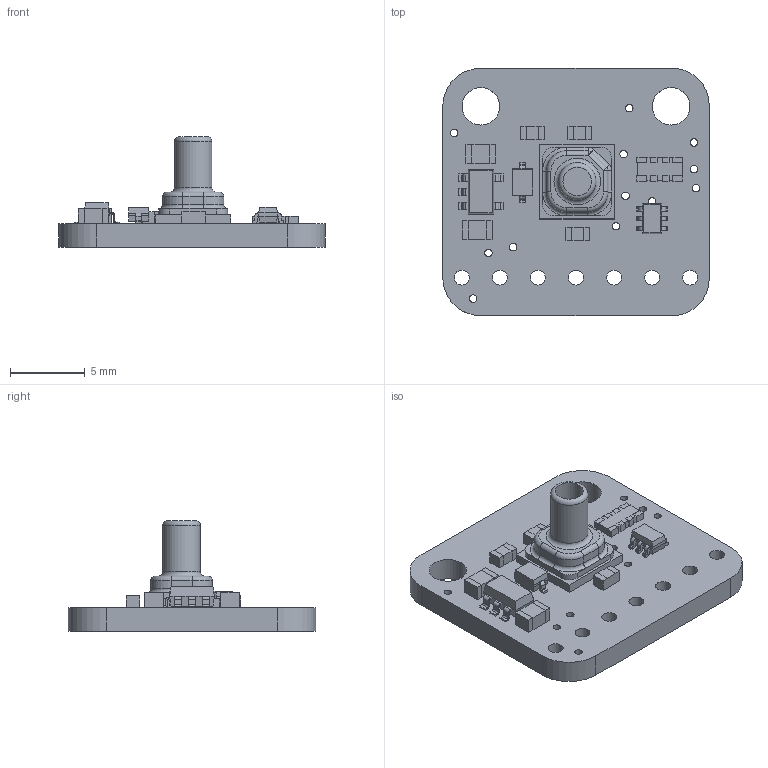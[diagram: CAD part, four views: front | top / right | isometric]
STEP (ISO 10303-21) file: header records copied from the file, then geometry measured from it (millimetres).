
FILE_DESCRIPTION(/* description */ (''),/* implementation_level */ '2;1');
FILE_NAME(/* name */ 'PCB Component.step',/* time_stamp */ '2025-12-08T12:56:50-05:00',/* author */ (''),/* organization */ (''),/* preprocessor_version */ 'ST-DEVELOPER v20.1',/* originating_system */ 'Autodesk Translation Framework v14.21.0.0',/* authorisation */ '');
FILE_SCHEMA (('AUTOMOTIVE_DESIGN { 1 0 10303 214 3 1 1 }'));
Length unit declared in the file: millimetre
Products named in the file (9): PCB Component; Board; 10uF; MIC5225-3.3; 10K; 10K_1; 2N7002D; 1N4148; MPR_SERIES_I2C_PRESSURE
Assembly tree (11 placements, depth 2):
  PCB Component
    Board
    10uF  x2
    MIC5225-3.3
    10K  x3
    10K_1
    2N7002D
    1N4148
    MPR_SERIES_I2C_PRESSURE
Bounding box: 17.78 x 16.51 x 7.37 mm (x, y, z)
Volume: 492.8 mm3; surface area: 1023.2 mm2
Topology: 12 solids, 12 shells, 433 faces, 1139 edges, 731 vertices
Faces by surface type: plane 319, cylinder 102, torus 10, sphere 2
Full cylindrical faces by diameter (mm): 0.5 x15, 1 x8, 1.9 x1, 2.5 x3
Entity records: 12739 total; most frequent: CARTESIAN_POINT 2101, DIRECTION 2070, ORIENTED_EDGE 2062, EDGE_CURVE 1031, LINE 814, VECTOR 814, VERTEX_POINT 659, AXIS2_PLACEMENT_3D 628
